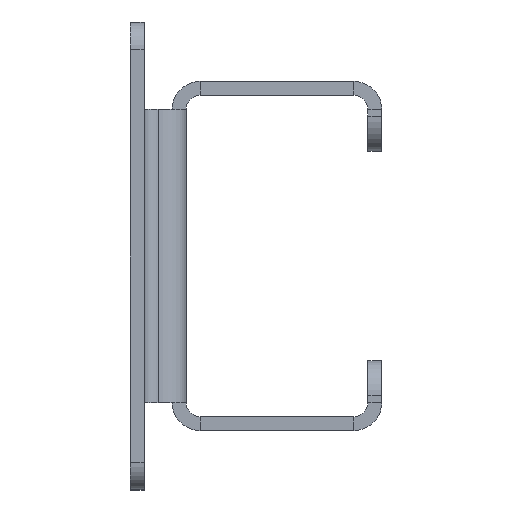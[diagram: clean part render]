
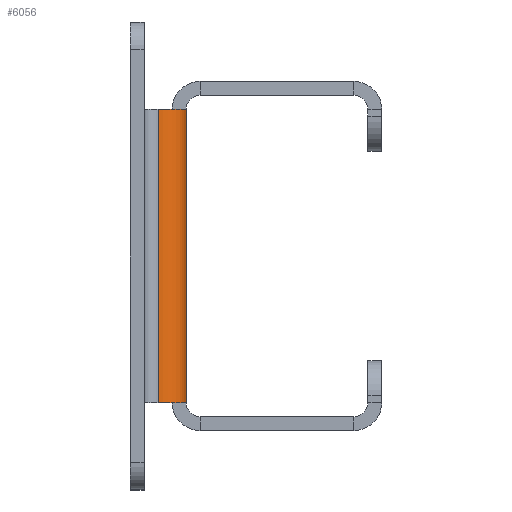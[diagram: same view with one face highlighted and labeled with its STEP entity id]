
A CAD part, left-side view. The second image highlights one B-rep face of the part: STEP entity #6056.
In plain terms, the highlighted cylindrical face has radius 4 mm (diameter 8 mm), a partial arc.
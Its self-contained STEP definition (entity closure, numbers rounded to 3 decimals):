
#54 = CYLINDRICAL_SURFACE ( 'NONE', #15676, 4. ) ;
#398 = FACE_OUTER_BOUND ( 'NONE', #20021, .T. ) ;
#626 = DIRECTION ( 'NONE',  ( -1., 0., 0. ) ) ;
#1915 = DIRECTION ( 'NONE',  ( 1., 0., 0. ) ) ;
#3291 = VECTOR ( 'NONE', #13970, 1000. ) ;
#4016 = ORIENTED_EDGE ( 'NONE', *, *, #4894, .T. ) ;
#4874 = DIRECTION ( 'NONE',  ( 0., 0., -1. ) ) ;
#4894 = EDGE_CURVE ( 'NONE', #8748, #19261, #13137, .T. ) ;
#5112 = LINE ( 'NONE', #18587, #7199 ) ;
#5316 = DIRECTION ( 'NONE',  ( -1., 0., 0. ) ) ;
#5337 = CARTESIAN_POINT ( 'NONE',  ( -249.6, 2., -21. ) ) ;
#6056 = ADVANCED_FACE ( 'NONE', ( #398 ), #54, .T. ) ;
#6472 = EDGE_CURVE ( 'NONE', #19261, #11339, #14084, .T. ) ;
#7021 = CARTESIAN_POINT ( 'NONE',  ( -249.6, 2., 0. ) ) ;
#7116 = CARTESIAN_POINT ( 'NONE',  ( -249.6, 2., 21. ) ) ;
#7199 = VECTOR ( 'NONE', #4874, 1000. ) ;
#7380 = CARTESIAN_POINT ( 'NONE',  ( -245.6, 2., 67.202 ) ) ;
#7493 = DIRECTION ( 'NONE',  ( 0., 0., -1. ) ) ;
#7674 = ORIENTED_EDGE ( 'NONE', *, *, #21196, .F. ) ;
#8351 = ORIENTED_EDGE ( 'NONE', *, *, #6472, .T. ) ;
#8748 = VERTEX_POINT ( 'NONE', #18940 ) ;
#8884 = DIRECTION ( 'NONE',  ( 0., 0., 1. ) ) ;
#9451 = ORIENTED_EDGE ( 'NONE', *, *, #11352, .T. ) ;
#10343 = CIRCLE ( 'NONE', #15816, 4. ) ;
#11124 = CARTESIAN_POINT ( 'NONE',  ( -245.6, 2., 21. ) ) ;
#11339 = VERTEX_POINT ( 'NONE', #5337 ) ;
#11352 = EDGE_CURVE ( 'NONE', #11339, #18582, #10343, .T. ) ;
#13137 = CIRCLE ( 'NONE', #13867, 4. ) ;
#13198 = CARTESIAN_POINT ( 'NONE',  ( -245.6, -2., -21. ) ) ;
#13867 = AXIS2_PLACEMENT_3D ( 'NONE', #11124, #7493, #626 ) ;
#13970 = DIRECTION ( 'NONE',  ( 0., 0., -1. ) ) ;
#14084 = LINE ( 'NONE', #7021, #3291 ) ;
#15676 = AXIS2_PLACEMENT_3D ( 'NONE', #7380, #21299, #5316 ) ;
#15816 = AXIS2_PLACEMENT_3D ( 'NONE', #17546, #8884, #1915 ) ;
#17546 = CARTESIAN_POINT ( 'NONE',  ( -245.6, 2., -21. ) ) ;
#18582 = VERTEX_POINT ( 'NONE', #13198 ) ;
#18587 = CARTESIAN_POINT ( 'NONE',  ( -245.6, -2., 0. ) ) ;
#18940 = CARTESIAN_POINT ( 'NONE',  ( -245.6, -2., 21. ) ) ;
#19261 = VERTEX_POINT ( 'NONE', #7116 ) ;
#20021 = EDGE_LOOP ( 'NONE', ( #7674, #4016, #8351, #9451 ) ) ;
#21196 = EDGE_CURVE ( 'NONE', #8748, #18582, #5112, .T. ) ;
#21299 = DIRECTION ( 'NONE',  ( 0., 0., -1. ) ) ;
